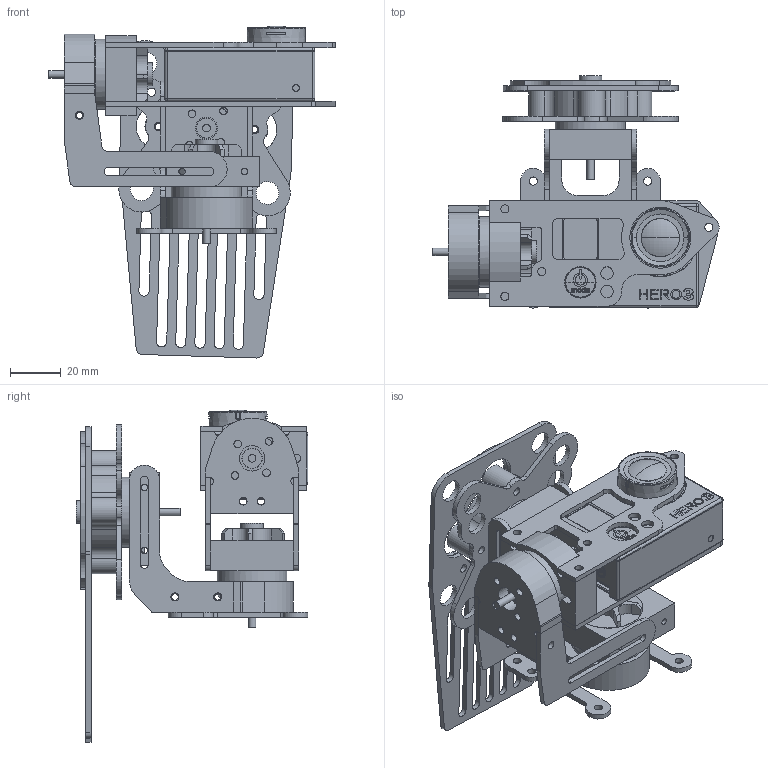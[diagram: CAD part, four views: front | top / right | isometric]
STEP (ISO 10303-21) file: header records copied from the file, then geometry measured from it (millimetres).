
FILE_DESCRIPTION(('STEP AP203'), '1');
FILE_NAME('GoPro chip 3 axis gimbal.stp', '2014-05-04T12:14:33', ($), ($), 'ASCON STEP Converter 1.3', 'Kompas 3D', '');
FILE_SCHEMA(('CONFIG_CONTROL_DESIGN','SUPPORT_RESOURCE_SCHEMA'));
Length unit declared in the file: millimetre
Products named in the file (17): 35; 36; 37; 38; 39; 40; 41; 42; 43; 44; 45; 46; 47; 48; 49; 50; 51
Assembly tree (20 placements, depth 2):
  35
    36
    37
    38
    39
    40
    41
    42
    43
    44
    45
    46
    47  x2
    48  x2
    49  x3
    50
    51
Bounding box: 112.53 x 91.23 x 130.56 mm (x, y, z)
Volume: 116107.8 mm3; surface area: 101105.4 mm2
Topology: 19 solids, 25 shells, 1650 faces, 4233 edges, 2707 vertices
Faces by surface type: cylinder 757, plane 571, revolution 233, bspline 62, cone 27
Full cylindrical faces by diameter (mm): 1 x9, 2 x9, 2.5 x21, 2.98 x3, 3 x29, 3.2 x32, 4.9 x2, 4.902 x2, 4.95 x2, 5 x24, 7.8 x6, 8 x6, 8.723 x1, 9 x15, 9.968 x2, 12.37 x1, 24 x1, 27.6 x7, 27.73 x1
Entity records: 60246 total; most frequent: CARTESIAN_POINT 16730, DIRECTION 7278, ORIENTED_EDGE 7106, EDGE_CURVE 3579, AXIS2_PLACEMENT_3D 2717, VERTEX_POINT 2297, EDGE_LOOP 1718, LINE 1611
